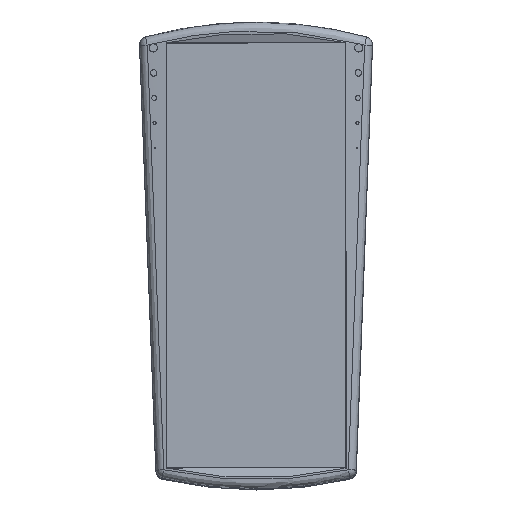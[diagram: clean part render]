
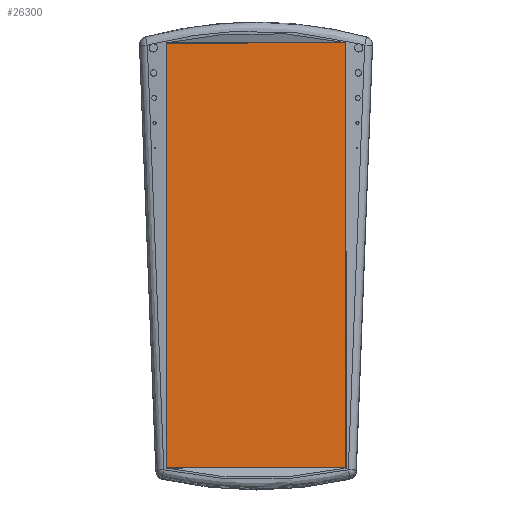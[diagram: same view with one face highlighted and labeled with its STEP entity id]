
A CAD part, front view. The second image highlights one B-rep face of the part: STEP entity #26300.
In plain terms, the highlighted planar face has unit normal (0, -1, 0).
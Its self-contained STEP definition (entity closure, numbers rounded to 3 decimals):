
#2553 = AXIS2_PLACEMENT_3D ( 'NONE', #5147, #5148, #5149 ) ;
#2887 = VECTOR ( 'NONE', #7881, 1000. ) ;
#2889 = VECTOR ( 'NONE', #7885, 1000. ) ;
#2891 = VECTOR ( 'NONE', #7889, 1000. ) ;
#2893 = VECTOR ( 'NONE', #7893, 1000. ) ;
#5146 = PLANE ( 'NONE',  #2553 ) ;
#5147 = CARTESIAN_POINT ( 'NONE',  ( 53.954, 3.914, -127.458 ) ) ;
#5148 = DIRECTION ( 'NONE',  ( 0., -1., 0. ) ) ;
#5149 = DIRECTION ( 'NONE',  ( 1., 0., 0. ) ) ;
#7880 = CARTESIAN_POINT ( 'NONE',  ( 53.954, 3.914, -127.423 ) ) ;
#7881 = DIRECTION ( 'NONE',  ( 1., 0., 0. ) ) ;
#7884 = CARTESIAN_POINT ( 'NONE',  ( -53.927, 3.946, -127.458 ) ) ;
#7885 = DIRECTION ( 'NONE',  ( 0., 0., -1. ) ) ;
#7888 = CARTESIAN_POINT ( 'NONE',  ( 53.954, 3.914, 127.423 ) ) ;
#7889 = DIRECTION ( 'NONE',  ( -1., 0., 0. ) ) ;
#7892 = CARTESIAN_POINT ( 'NONE',  ( 53.919, 3.914, -127.458 ) ) ;
#7893 = DIRECTION ( 'NONE',  ( 0., 0., 1. ) ) ;
#11661 = CARTESIAN_POINT ( 'NONE',  ( 53.919, 3.914, -127.423 ) ) ;
#11662 = CARTESIAN_POINT ( 'NONE',  ( -53.927, 3.946, -127.423 ) ) ;
#11663 = CARTESIAN_POINT ( 'NONE',  ( -53.927, 3.946, 127.423 ) ) ;
#11664 = CARTESIAN_POINT ( 'NONE',  ( 53.919, 3.914, 127.423 ) ) ;
#21540 = EDGE_LOOP ( 'NONE', ( #25118, #25119, #25120, #25115 ) ) ;
#25115 = ORIENTED_EDGE ( 'NONE', *, *, #27061, .T. ) ;
#25118 = ORIENTED_EDGE ( 'NONE', *, *, #27058, .T. ) ;
#25119 = ORIENTED_EDGE ( 'NONE', *, *, #27069, .T. ) ;
#25120 = ORIENTED_EDGE ( 'NONE', *, *, #27065, .T. ) ;
#26300 = ADVANCED_FACE ( 'NONE', ( #67507 ), #5146, .T. ) ;
#27058 = EDGE_CURVE ( 'NONE', #29366, #29365, #67990, .T. ) ;
#27061 = EDGE_CURVE ( 'NONE', #29367, #29366, #67994, .T. ) ;
#27065 = EDGE_CURVE ( 'NONE', #29368, #29367, #67998, .T. ) ;
#27069 = EDGE_CURVE ( 'NONE', #29365, #29368, #68001, .T. ) ;
#29365 = VERTEX_POINT ( 'NONE', #11661 ) ;
#29366 = VERTEX_POINT ( 'NONE', #11662 ) ;
#29367 = VERTEX_POINT ( 'NONE', #11663 ) ;
#29368 = VERTEX_POINT ( 'NONE', #11664 ) ;
#67507 = FACE_OUTER_BOUND ( 'NONE', #21540, .T. ) ;
#67990 = LINE ( 'NONE', #7880, #2887 ) ;
#67994 = LINE ( 'NONE', #7884, #2889 ) ;
#67998 = LINE ( 'NONE', #7888, #2891 ) ;
#68001 = LINE ( 'NONE', #7892, #2893 ) ;
